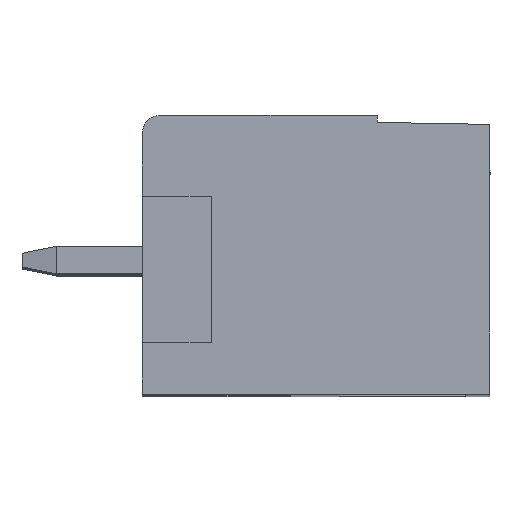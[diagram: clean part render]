
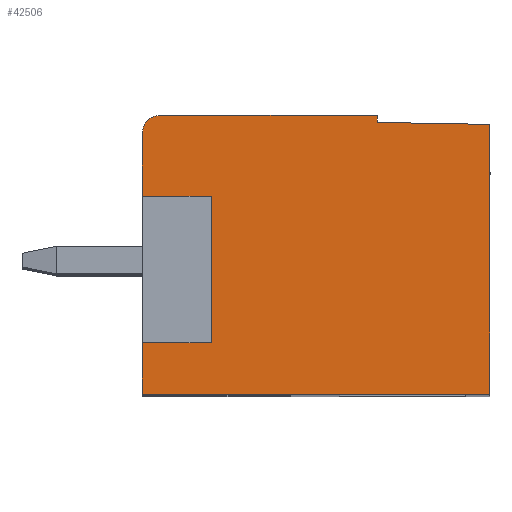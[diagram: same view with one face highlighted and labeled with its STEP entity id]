
A CAD part, top view. The second image highlights one B-rep face of the part: STEP entity #42506.
In plain terms, the highlighted planar face has unit normal (0, 0, 1).
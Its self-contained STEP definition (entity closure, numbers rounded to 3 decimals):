
#5=DIRECTION('',(0.,1.,0.));
#6=VECTOR('',#5,7.84);
#7=CARTESIAN_POINT('',(-10.615,0.099,168.212));
#8=LINE('',#7,#6);
#375=DIRECTION('',(0.,1.,0.));
#376=VECTOR('',#375,0.202);
#377=CARTESIAN_POINT('',(-13.889,7.997,168.212));
#378=LINE('',#377,#376);
#443=DIRECTION('',(0.,-1.,0.));
#444=VECTOR('',#443,1.85);
#445=CARTESIAN_POINT('',(-20.715,7.699,168.212));
#446=LINE('',#445,#444);
#459=DIRECTION('',(0.,-1.,0.));
#460=VECTOR('',#459,1.5);
#461=CARTESIAN_POINT('',(-20.715,1.599,168.212));
#462=LINE('',#461,#460);
#1523=DIRECTION('',(1.,0.,0.));
#1524=VECTOR('',#1523,10.1);
#1525=CARTESIAN_POINT('',(-20.715,0.099,
168.212));
#1526=LINE('',#1525,#1524);
#15297=DIRECTION('',(0.,1.,0.));
#15298=VECTOR('',#15297,4.25);
#15299=CARTESIAN_POINT('',(-18.715,1.599,
168.212));
#15300=LINE('',#15299,#15298);
#15301=DIRECTION('',(-1.,0.,0.));
#15302=VECTOR('',#15301,2.);
#15303=CARTESIAN_POINT('',(-18.715,5.849,
168.212));
#15304=LINE('',#15303,#15302);
#15305=CARTESIAN_POINT('',(-20.215,7.699,
168.212));
#15306=DIRECTION('',(0.,0.,-1.));
#15307=DIRECTION('',(-1.,0.,0.));
#15308=AXIS2_PLACEMENT_3D('',#15305,#15306,#15307);
#15310=DIRECTION('',(1.,0.,0.));
#15311=VECTOR('',#15310,6.326);
#15312=CARTESIAN_POINT('',(-20.215,8.199,
168.212));
#15313=LINE('',#15312,#15311);
#15314=DIRECTION('',(1.,-0.017,0.));
#15315=VECTOR('',#15314,3.274);
#15316=CARTESIAN_POINT('',(-13.889,7.997,
168.212));
#15317=LINE('',#15316,#15315);
#15318=DIRECTION('',(-1.,0.,0.));
#15319=VECTOR('',#15318,2.);
#15320=CARTESIAN_POINT('',(-18.715,1.599,
168.212));
#15321=LINE('',#15320,#15319);
#15342=CARTESIAN_POINT('',(-10.615,0.099,
168.212));
#15343=CARTESIAN_POINT('',(-10.615,7.94,
168.212));
#15344=VERTEX_POINT('',#15342);
#15345=VERTEX_POINT('',#15343);
#15418=CARTESIAN_POINT('',(-20.715,0.099,
168.212));
#15419=VERTEX_POINT('',#15418);
#15685=CARTESIAN_POINT('',(-13.889,7.997,
168.212));
#15686=VERTEX_POINT('',#15685);
#15687=CARTESIAN_POINT('',(-20.715,1.599,
168.212));
#15688=VERTEX_POINT('',#15687);
#15689=CARTESIAN_POINT('',(-18.715,1.599,
168.212));
#15690=VERTEX_POINT('',#15689);
#15691=CARTESIAN_POINT('',(-18.715,5.849,
168.212));
#15692=VERTEX_POINT('',#15691);
#15693=CARTESIAN_POINT('',(-20.715,5.849,
168.212));
#15694=VERTEX_POINT('',#15693);
#15695=CARTESIAN_POINT('',(-20.715,7.699,
168.212));
#15696=VERTEX_POINT('',#15695);
#15697=CARTESIAN_POINT('',(-20.215,8.199,
168.212));
#15698=VERTEX_POINT('',#15697);
#15699=CARTESIAN_POINT('',(-13.889,8.199,
168.212));
#15700=VERTEX_POINT('',#15699);
#42485=CARTESIAN_POINT('',(-10.615,0.099,
168.212));
#42486=DIRECTION('',(0.,0.,-1.));
#42487=DIRECTION('',(0.,1.,0.));
#42488=AXIS2_PLACEMENT_3D('',#42485,#42486,#42487);
#42489=PLANE('',#42488);
#42490=ORIENTED_EDGE('',*,*,#20079,.F.);
#42491=ORIENTED_EDGE('',*,*,#21943,.F.);
#42492=ORIENTED_EDGE('',*,*,#20504,.F.);
#42494=ORIENTED_EDGE('',*,*,#42493,.F.);
#42496=ORIENTED_EDGE('',*,*,#42495,.T.);
#42498=ORIENTED_EDGE('',*,*,#42497,.T.);
#42499=ORIENTED_EDGE('',*,*,#20496,.F.);
#42500=ORIENTED_EDGE('',*,*,#20461,.T.);
#42501=ORIENTED_EDGE('',*,*,#20446,.T.);
#42502=ORIENTED_EDGE('',*,*,#20431,.F.);
#42503=ORIENTED_EDGE('',*,*,#20416,.T.);
#42504=EDGE_LOOP('',(#42490,#42491,#42492,#42494,#42496,#42498,#42499,#42500,
#42501,#42502,#42503));
#42505=FACE_OUTER_BOUND('',#42504,.F.);
#15309=CIRCLE('',#15308,0.5);
#20079=EDGE_CURVE('',#15344,#15345,#8,.T.);
#20416=EDGE_CURVE('',#15686,#15345,#15317,.T.);
#20431=EDGE_CURVE('',#15686,#15700,#378,.T.);
#20446=EDGE_CURVE('',#15698,#15700,#15313,.T.);
#20461=EDGE_CURVE('',#15696,#15698,#15309,.T.);
#20496=EDGE_CURVE('',#15696,#15694,#446,.T.);
#20504=EDGE_CURVE('',#15688,#15419,#462,.T.);
#21943=EDGE_CURVE('',#15419,#15344,#1526,.T.);
#42493=EDGE_CURVE('',#15690,#15688,#15321,.T.);
#42495=EDGE_CURVE('',#15690,#15692,#15300,.T.);
#42497=EDGE_CURVE('',#15692,#15694,#15304,.T.);
#42506=ADVANCED_FACE('',(#42505),#42489,.F.);
